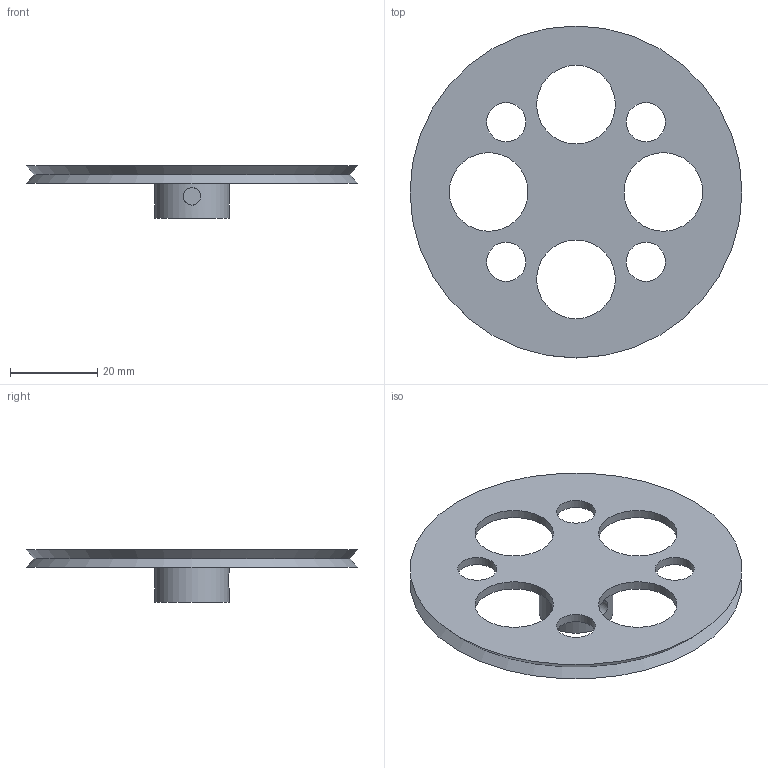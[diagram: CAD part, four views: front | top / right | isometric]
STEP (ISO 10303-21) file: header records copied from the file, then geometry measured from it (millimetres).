
FILE_DESCRIPTION(('FreeCAD Model'),'2;1');
FILE_NAME('Open CASCADE Shape Model','2021-07-07T18:04:00',('Author'),( ''),'Open CASCADE STEP processor 7.5','FreeCAD','Unknown');
FILE_SCHEMA(('AUTOMOTIVE_DESIGN { 1 0 10303 214 1 1 1 1 }'));
Length unit declared in the file: millimetre
Products named in the file (1): Cut004
Bounding box: 76 x 76 x 12 mm (x, y, z)
Volume: 10154.7 mm3; surface area: 9500.9 mm2
Topology: 1 solids, 1 shells, 28 faces, 65 edges, 43 vertices
Faces by surface type: cylinder 13, plane 12, cone 3
Full cylindrical faces by diameter (mm): 4 x2, 9 x4, 17 x1, 18 x4
Entity records: 1907 total; most frequent: CARTESIAN_POINT 543, DIRECTION 249, ORIENTED_EDGE 130, PCURVE 130, DEFINITIONAL_REPRESENTATION 130, LINE 121, VECTOR 121, EDGE_CURVE 65
